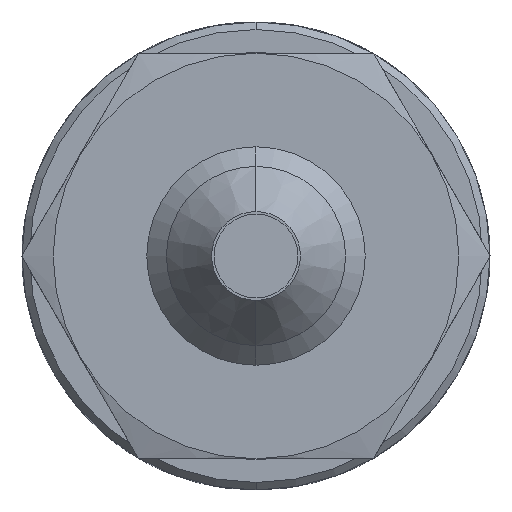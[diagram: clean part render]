
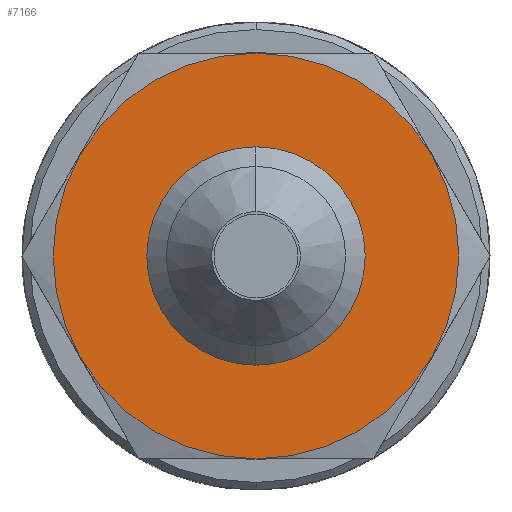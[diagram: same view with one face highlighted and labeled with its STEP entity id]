
A CAD part, left-side view. The second image highlights one B-rep face of the part: STEP entity #7166.
In plain terms, the highlighted planar face has unit normal (-1, 0, 0).
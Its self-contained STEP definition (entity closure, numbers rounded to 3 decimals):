
#420 = EDGE_CURVE ( 'NONE', #9069, #5077, #3940, .T. ) ;
#844 = CARTESIAN_POINT ( 'NONE',  ( 221.847, 491.942, 0. ) ) ;
#877 = DIRECTION ( 'NONE',  ( -1., 0., 0. ) ) ;
#923 = DIRECTION ( 'NONE',  ( -1., 0., 0. ) ) ;
#946 = DIRECTION ( 'NONE',  ( 0., 0., 1. ) ) ;
#952 = AXIS2_PLACEMENT_3D ( 'NONE', #2568, #9588, #7307 ) ;
#1530 = ORIENTED_EDGE ( 'NONE', *, *, #420, .T. ) ;
#1861 = DIRECTION ( 'NONE',  ( -1., 0., 0. ) ) ;
#1868 = PLANE ( 'NONE',  #952 ) ;
#2051 = CIRCLE ( 'NONE', #6919, 5.41 ) ;
#2127 = VERTEX_POINT ( 'NONE', #6036 ) ;
#2418 = CARTESIAN_POINT ( 'NONE',  ( 221.847, 491.942, -10.319 ) ) ;
#2523 = ORIENTED_EDGE ( 'NONE', *, *, #10126, .F. ) ;
#2568 = CARTESIAN_POINT ( 'NONE',  ( 221.847, 502.261, 0. ) ) ;
#2937 = AXIS2_PLACEMENT_3D ( 'NONE', #4162, #1861, #7337 ) ;
#2989 = ORIENTED_EDGE ( 'NONE', *, *, #3308, .T. ) ;
#3129 = CIRCLE ( 'NONE', #6763, 10.319 ) ;
#3308 = EDGE_CURVE ( 'NONE', #5077, #9069, #3129, .T. ) ;
#3320 = EDGE_LOOP ( 'NONE', ( #2989, #1530 ) ) ;
#3379 = VERTEX_POINT ( 'NONE', #9815 ) ;
#3940 = CIRCLE ( 'NONE', #2937, 10.319 ) ;
#4162 = CARTESIAN_POINT ( 'NONE',  ( 221.847, 491.942, 0. ) ) ;
#4179 = EDGE_LOOP ( 'NONE', ( #5214, #2523 ) ) ;
#5077 = VERTEX_POINT ( 'NONE', #2418 ) ;
#5214 = ORIENTED_EDGE ( 'NONE', *, *, #6269, .F. ) ;
#5399 = AXIS2_PLACEMENT_3D ( 'NONE', #844, #6320, #6447 ) ;
#5528 = CARTESIAN_POINT ( 'NONE',  ( 221.847, 491.942, 0. ) ) ;
#6036 = CARTESIAN_POINT ( 'NONE',  ( 221.847, 491.942, -5.41 ) ) ;
#6269 = EDGE_CURVE ( 'NONE', #3379, #2127, #2051, .T. ) ;
#6320 = DIRECTION ( 'NONE',  ( -1., 0., 0. ) ) ;
#6447 = DIRECTION ( 'NONE',  ( 0., 0., 1. ) ) ;
#6578 = CIRCLE ( 'NONE', #5399, 5.41 ) ;
#6763 = AXIS2_PLACEMENT_3D ( 'NONE', #7309, #923, #7169 ) ;
#6919 = AXIS2_PLACEMENT_3D ( 'NONE', #5528, #877, #946 ) ;
#7166 = ADVANCED_FACE ( 'NONE', ( #7894, #7459 ), #1868, .F. ) ;
#7169 = DIRECTION ( 'NONE',  ( 0., 0., 1. ) ) ;
#7307 = DIRECTION ( 'NONE',  ( 0., 0., -1. ) ) ;
#7309 = CARTESIAN_POINT ( 'NONE',  ( 221.847, 491.942, 0. ) ) ;
#7337 = DIRECTION ( 'NONE',  ( 0., 0., 1. ) ) ;
#7459 = FACE_OUTER_BOUND ( 'NONE', #3320, .T. ) ;
#7894 = FACE_BOUND ( 'NONE', #4179, .T. ) ;
#7999 = CARTESIAN_POINT ( 'NONE',  ( 221.847, 491.942, 10.319 ) ) ;
#9069 = VERTEX_POINT ( 'NONE', #7999 ) ;
#9588 = DIRECTION ( 'NONE',  ( 1., 0., 0. ) ) ;
#9815 = CARTESIAN_POINT ( 'NONE',  ( 221.847, 491.942, 5.41 ) ) ;
#10126 = EDGE_CURVE ( 'NONE', #2127, #3379, #6578, .T. ) ;
